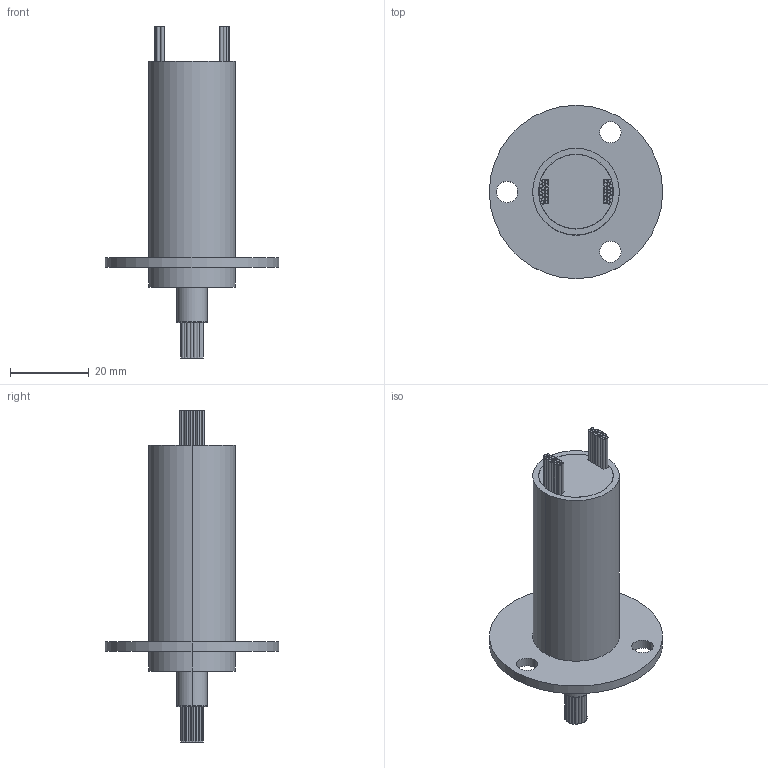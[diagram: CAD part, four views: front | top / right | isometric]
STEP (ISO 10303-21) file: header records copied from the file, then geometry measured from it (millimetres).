
FILE_DESCRIPTION (( 'STEP AP203' ), '1' );
FILE_NAME ('MC573.STEP', '2017-09-22T02:28:03', ( 'Windows' ), ( 'Microsoft' ), 'SwSTEP 2.0', 'SolidWorks 2010', '' );
FILE_SCHEMA (( 'CONFIG_CONTROL_DESIGN' ));
Length unit declared in the file: millimetre
Products named in the file (1): MC573
Bounding box: 44 x 44 x 84.3 mm (x, y, z)
Volume: 24922.4 mm3; surface area: 9539.4 mm2
Topology: 1 solids, 1 shells, 260 faces, 530 edges, 352 vertices
Faces by surface type: cylinder 168, plane 88, torus 4
Entity records: 7095 total; most frequent: DIRECTION 1396, CARTESIAN_POINT 1143, ORIENTED_EDGE 1060, AXIS2_PLACEMENT_3D 605, EDGE_CURVE 530, VERTEX_POINT 352, EDGE_LOOP 346, CIRCLE 344
